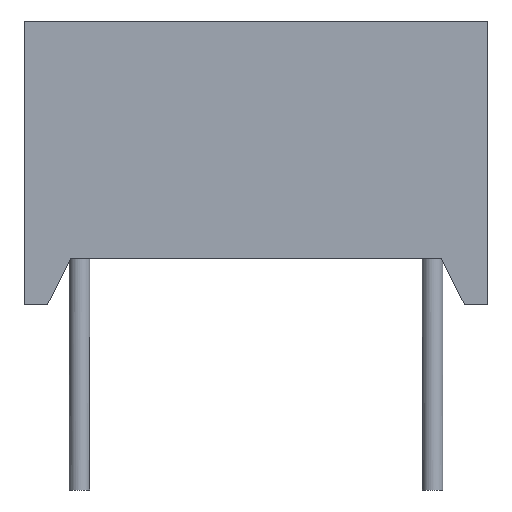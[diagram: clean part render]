
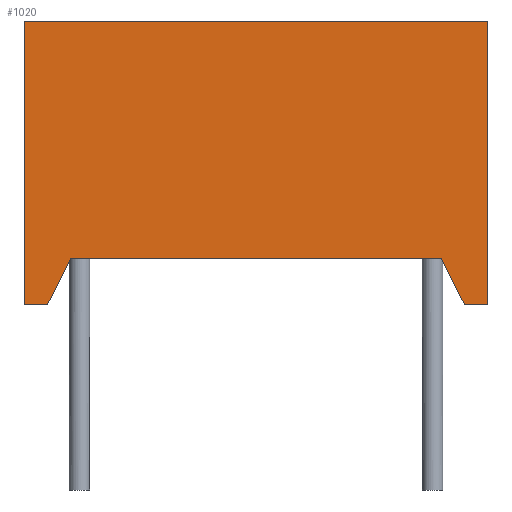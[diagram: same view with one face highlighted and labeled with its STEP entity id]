
A CAD part, left-side view. The second image highlights one B-rep face of the part: STEP entity #1020.
In plain terms, the highlighted planar face has unit normal (-1, 0, 0).
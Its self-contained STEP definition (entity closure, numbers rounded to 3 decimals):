
#22 = VERTEX_POINT('',#23);
#23 = CARTESIAN_POINT('',(-7.51,-5.,0.));
#31 = EDGE_CURVE('',#22,#32,#34,.T.);
#32 = VERTEX_POINT('',#33);
#33 = CARTESIAN_POINT('',(-7.51,-5.,6.1));
#34 = LINE('',#35,#36);
#35 = CARTESIAN_POINT('',(-7.51,-5.,0.));
#36 = VECTOR('',#37,1.);
#37 = DIRECTION('',(0.,0.,1.));
#104 = VERTEX_POINT('',#105);
#105 = CARTESIAN_POINT('',(-7.51,-4.5,0.));
#111 = EDGE_CURVE('',#104,#22,#112,.T.);
#112 = LINE('',#113,#114);
#113 = CARTESIAN_POINT('',(-7.51,5.,0.));
#114 = VECTOR('',#115,1.);
#115 = DIRECTION('',(0.,-1.,0.));
#405 = VERTEX_POINT('',#406);
#406 = CARTESIAN_POINT('',(-7.51,5.,6.1));
#412 = EDGE_CURVE('',#405,#32,#413,.T.);
#413 = LINE('',#414,#415);
#414 = CARTESIAN_POINT('',(-7.51,5.,6.1));
#415 = VECTOR('',#416,1.);
#416 = DIRECTION('',(0.,-1.,0.));
#1020 = ADVANCED_FACE('',(#1021),#1072,.F.);
#1021 = FACE_BOUND('',#1022,.F.);
#1022 = EDGE_LOOP('',(#1023,#1033,#1039,#1040,#1041,#1042,#1050,#1058,
    #1066));
#1023 = ORIENTED_EDGE('',*,*,#1024,.F.);
#1024 = EDGE_CURVE('',#1025,#1027,#1029,.T.);
#1025 = VERTEX_POINT('',#1026);
#1026 = CARTESIAN_POINT('',(-7.51,5.,0.));
#1027 = VERTEX_POINT('',#1028);
#1028 = CARTESIAN_POINT('',(-7.51,4.5,0.));
#1029 = LINE('',#1030,#1031);
#1030 = CARTESIAN_POINT('',(-7.51,5.,0.));
#1031 = VECTOR('',#1032,1.);
#1032 = DIRECTION('',(0.,-1.,0.));
#1033 = ORIENTED_EDGE('',*,*,#1034,.T.);
#1034 = EDGE_CURVE('',#1025,#405,#1035,.T.);
#1035 = LINE('',#1036,#1037);
#1036 = CARTESIAN_POINT('',(-7.51,5.,0.));
#1037 = VECTOR('',#1038,1.);
#1038 = DIRECTION('',(0.,0.,1.));
#1039 = ORIENTED_EDGE('',*,*,#412,.T.);
#1040 = ORIENTED_EDGE('',*,*,#31,.F.);
#1041 = ORIENTED_EDGE('',*,*,#111,.F.);
#1042 = ORIENTED_EDGE('',*,*,#1043,.T.);
#1043 = EDGE_CURVE('',#104,#1044,#1046,.T.);
#1044 = VERTEX_POINT('',#1045);
#1045 = CARTESIAN_POINT('',(-7.51,-4.,1.));
#1046 = LINE('',#1047,#1048);
#1047 = CARTESIAN_POINT('',(-7.51,-3.8,1.4));
#1048 = VECTOR('',#1049,1.);
#1049 = DIRECTION('',(0.,0.447,0.894));
#1050 = ORIENTED_EDGE('',*,*,#1051,.T.);
#1051 = EDGE_CURVE('',#1044,#1052,#1054,.T.);
#1052 = VERTEX_POINT('',#1053);
#1053 = CARTESIAN_POINT('',(-7.51,0.,1.));
#1054 = LINE('',#1055,#1056);
#1055 = CARTESIAN_POINT('',(-7.51,0.5,1.));
#1056 = VECTOR('',#1057,1.);
#1057 = DIRECTION('',(0.,1.,0.));
#1058 = ORIENTED_EDGE('',*,*,#1059,.T.);
#1059 = EDGE_CURVE('',#1052,#1060,#1062,.T.);
#1060 = VERTEX_POINT('',#1061);
#1061 = CARTESIAN_POINT('',(-7.51,4.,1.));
#1062 = LINE('',#1063,#1064);
#1063 = CARTESIAN_POINT('',(-7.51,2.5,1.));
#1064 = VECTOR('',#1065,1.);
#1065 = DIRECTION('',(0.,1.,0.));
#1066 = ORIENTED_EDGE('',*,*,#1067,.T.);
#1067 = EDGE_CURVE('',#1060,#1027,#1068,.T.);
#1068 = LINE('',#1069,#1070);
#1069 = CARTESIAN_POINT('',(-7.51,4.3,0.4));
#1070 = VECTOR('',#1071,1.);
#1071 = DIRECTION('',(0.,0.447,-0.894));
#1072 = PLANE('',#1073);
#1073 = AXIS2_PLACEMENT_3D('',#1074,#1075,#1076);
#1074 = CARTESIAN_POINT('',(-7.51,5.,0.));
#1075 = DIRECTION('',(1.,0.,0.));
#1076 = DIRECTION('',(0.,-1.,0.));
